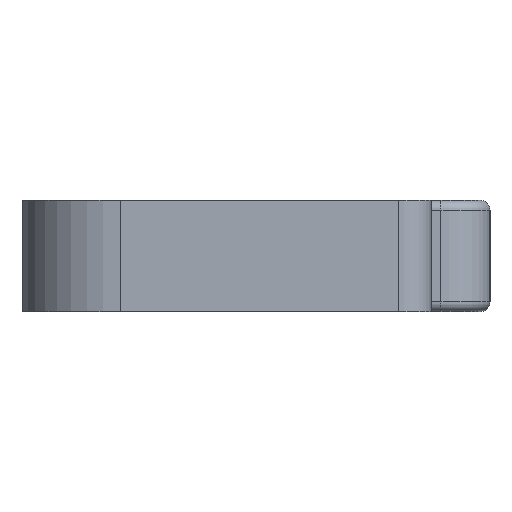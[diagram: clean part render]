
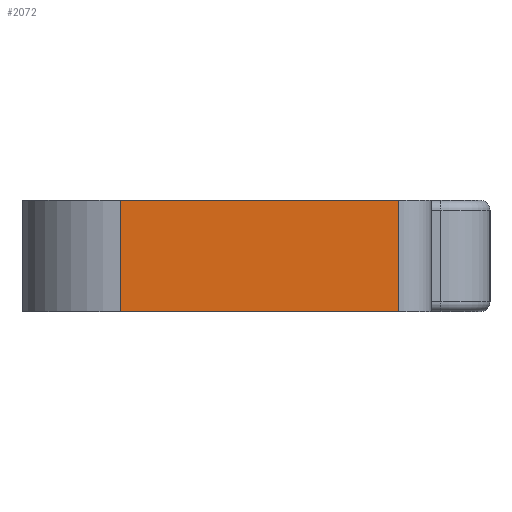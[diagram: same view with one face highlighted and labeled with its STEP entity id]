
A CAD part, left-side view. The second image highlights one B-rep face of the part: STEP entity #2072.
In plain terms, the highlighted planar face has unit normal (-1, 0, 0).
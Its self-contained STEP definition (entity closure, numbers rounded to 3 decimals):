
#18 = ORIENTED_EDGE ( 'NONE', *, *, #3171, .F. ) ;
#140 = CARTESIAN_POINT ( 'NONE',  ( -23.5, 2.8, 0.3 ) ) ;
#272 = CARTESIAN_POINT ( 'NONE',  ( -23.5, 11.3, -3.1 ) ) ;
#288 = AXIS2_PLACEMENT_3D ( 'NONE', #931, #3138, #2866 ) ;
#352 = CARTESIAN_POINT ( 'NONE',  ( -23.5, 0., -3.1 ) ) ;
#366 = PLANE ( 'NONE',  #288 ) ;
#765 = VECTOR ( 'NONE', #2760, 1000. ) ;
#781 = ORIENTED_EDGE ( 'NONE', *, *, #3243, .F. ) ;
#915 = FACE_OUTER_BOUND ( 'NONE', #2440, .T. ) ;
#931 = CARTESIAN_POINT ( 'NONE',  ( -23.5, 0., 49.427 ) ) ;
#942 = EDGE_CURVE ( 'NONE', #2482, #2015, #3341, .T. ) ;
#1243 = CARTESIAN_POINT ( 'NONE',  ( -23.5, 11.3, 49.427 ) ) ;
#1261 = LINE ( 'NONE', #1243, #1309 ) ;
#1309 = VECTOR ( 'NONE', #3500, 1000. ) ;
#1450 = DIRECTION ( 'NONE',  ( 0., 1., 0. ) ) ;
#1698 = CARTESIAN_POINT ( 'NONE',  ( -23.5, 2.8, 49.427 ) ) ;
#1950 = DIRECTION ( 'NONE',  ( 0., 0., -1. ) ) ;
#2015 = VERTEX_POINT ( 'NONE', #2297 ) ;
#2029 = VERTEX_POINT ( 'NONE', #2313 ) ;
#2072 = ADVANCED_FACE ( 'NONE', ( #915 ), #366, .T. ) ;
#2241 = ORIENTED_EDGE ( 'NONE', *, *, #942, .T. ) ;
#2267 = VERTEX_POINT ( 'NONE', #272 ) ;
#2297 = CARTESIAN_POINT ( 'NONE',  ( -23.5, 11.3, 0.3 ) ) ;
#2313 = CARTESIAN_POINT ( 'NONE',  ( -23.5, 2.8, -3.1 ) ) ;
#2440 = EDGE_LOOP ( 'NONE', ( #2241, #2981, #781, #18 ) ) ;
#2482 = VERTEX_POINT ( 'NONE', #140 ) ;
#2760 = DIRECTION ( 'NONE',  ( 0., 1., 0. ) ) ;
#2830 = LINE ( 'NONE', #352, #3337 ) ;
#2853 = EDGE_CURVE ( 'NONE', #2015, #2267, #1261, .T. ) ;
#2866 = DIRECTION ( 'NONE',  ( 0., 0., 1. ) ) ;
#2981 = ORIENTED_EDGE ( 'NONE', *, *, #2853, .T. ) ;
#3069 = CARTESIAN_POINT ( 'NONE',  ( -23.5, 0., 0.3 ) ) ;
#3138 = DIRECTION ( 'NONE',  ( -1., 0., 0. ) ) ;
#3171 = EDGE_CURVE ( 'NONE', #2482, #2029, #3376, .T. ) ;
#3221 = VECTOR ( 'NONE', #1950, 1000. ) ;
#3243 = EDGE_CURVE ( 'NONE', #2029, #2267, #2830, .T. ) ;
#3337 = VECTOR ( 'NONE', #1450, 1000. ) ;
#3341 = LINE ( 'NONE', #3069, #765 ) ;
#3376 = LINE ( 'NONE', #1698, #3221 ) ;
#3500 = DIRECTION ( 'NONE',  ( 0., 0., -1. ) ) ;
